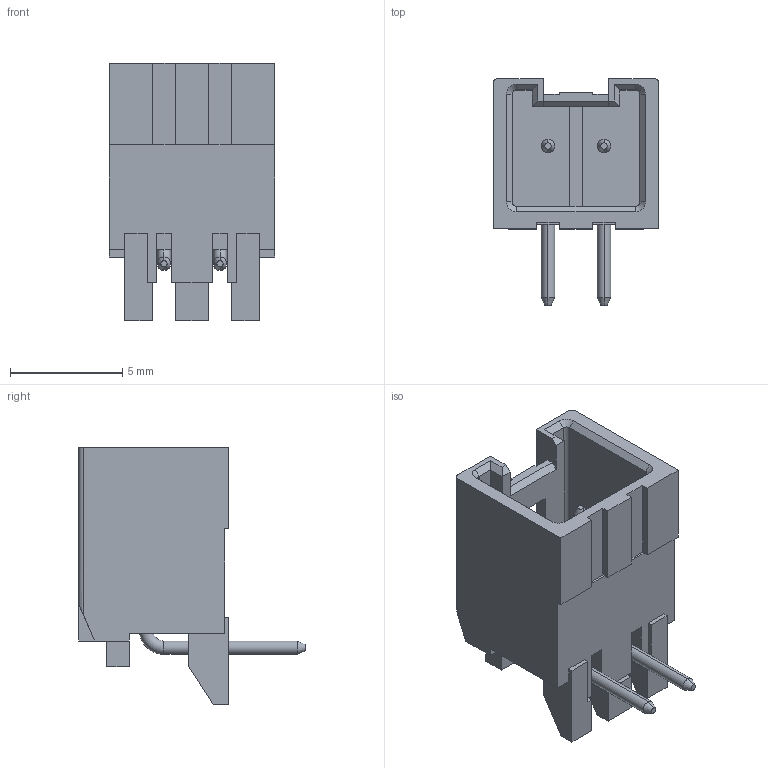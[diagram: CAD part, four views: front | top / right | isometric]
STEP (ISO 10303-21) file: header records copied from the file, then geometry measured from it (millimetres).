
FILE_DESCRIPTION((''),'2;1');
FILE_NAME('534260210','2021-01-22T',('gga'),(''),'PRO/ENGINEER BY PARAMETRIC TECHNOLOGY CORPORATION, 2016010','PRO/ENGINEER BY PARAMETRIC TECHNOLOGY CORPORATION, 2016010','');
FILE_SCHEMA(('CONFIG_CONTROL_DESIGN'));
Length unit declared in the file: millimetre
Products named in the file (1): 534260210
Bounding box: 7.4 x 10.1 x 11.5 mm (x, y, z)
Volume: 233.5 mm3; surface area: 613 mm2
Topology: 1 solids, 1 shells, 148 faces, 400 edges, 256 vertices
Faces by surface type: plane 118, cylinder 14, cone 12, torus 4
Entity records: 4627 total; most frequent: CARTESIAN_POINT 855, ORIENTED_EDGE 778, DIRECTION 740, EDGE_CURVE 389, VECTOR 348, LINE 348, VERTEX_POINT 245, AXIS2_PLACEMENT_3D 196
